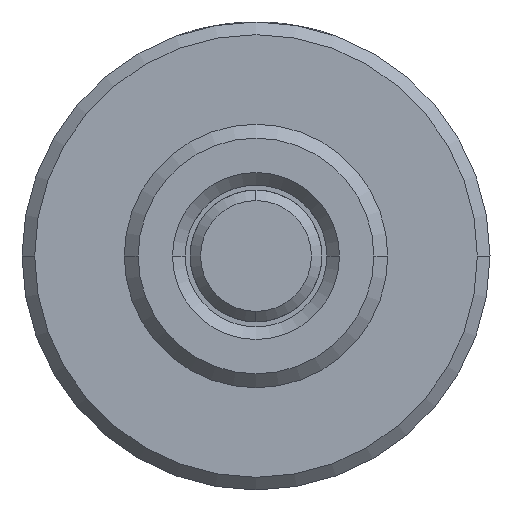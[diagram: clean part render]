
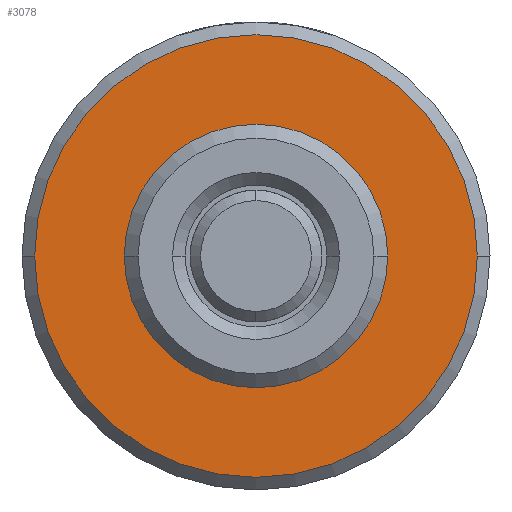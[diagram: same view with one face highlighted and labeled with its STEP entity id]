
A CAD part, left-side view. The second image highlights one B-rep face of the part: STEP entity #3078.
In plain terms, the highlighted planar face has unit normal (-1, 0, 0).
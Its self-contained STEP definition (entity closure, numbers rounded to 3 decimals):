
#124 = VERTEX_POINT ( 'NONE', #4214 ) ;
#256 = AXIS2_PLACEMENT_3D ( 'NONE', #1123, #279, #5247 ) ;
#279 = DIRECTION ( 'NONE',  ( 1., 0., 0. ) ) ;
#375 = EDGE_CURVE ( 'NONE', #1895, #2439, #1939, .T. ) ;
#389 = CIRCLE ( 'NONE', #2551, 13.335 ) ;
#798 = AXIS2_PLACEMENT_3D ( 'NONE', #5082, #3484, #1421 ) ;
#827 = EDGE_CURVE ( 'NONE', #2439, #1895, #1757, .T. ) ;
#880 = FACE_OUTER_BOUND ( 'NONE', #2920, .T. ) ;
#1108 = EDGE_LOOP ( 'NONE', ( #1877, #4567 ) ) ;
#1123 = CARTESIAN_POINT ( 'NONE',  ( 12.7, 0., 0. ) ) ;
#1226 = EDGE_CURVE ( 'NONE', #3690, #124, #389, .T. ) ;
#1290 = DIRECTION ( 'NONE',  ( 1., 0., 0. ) ) ;
#1333 = CARTESIAN_POINT ( 'NONE',  ( 12.7, 0., 0. ) ) ;
#1421 = DIRECTION ( 'NONE',  ( 0., 0., -1. ) ) ;
#1757 = CIRCLE ( 'NONE', #798, 7.906 ) ;
#1835 = DIRECTION ( 'NONE',  ( 1., 0., 0. ) ) ;
#1877 = ORIENTED_EDGE ( 'NONE', *, *, #827, .T. ) ;
#1895 = VERTEX_POINT ( 'NONE', #2880 ) ;
#1939 = CIRCLE ( 'NONE', #4107, 7.906 ) ;
#2027 = DIRECTION ( 'NONE',  ( 1., 0., 0. ) ) ;
#2120 = FACE_BOUND ( 'NONE', #1108, .T. ) ;
#2439 = VERTEX_POINT ( 'NONE', #5242 ) ;
#2551 = AXIS2_PLACEMENT_3D ( 'NONE', #1333, #2027, #4172 ) ;
#2880 = CARTESIAN_POINT ( 'NONE',  ( 12.7, 0., 7.906 ) ) ;
#2920 = EDGE_LOOP ( 'NONE', ( #4503, #3373 ) ) ;
#3078 = ADVANCED_FACE ( 'NONE', ( #880, #2120 ), #3776, .F. ) ;
#3233 = AXIS2_PLACEMENT_3D ( 'NONE', #3349, #1290, #3750 ) ;
#3349 = CARTESIAN_POINT ( 'NONE',  ( 12.7, 0., 0. ) ) ;
#3373 = ORIENTED_EDGE ( 'NONE', *, *, #4937, .F. ) ;
#3484 = DIRECTION ( 'NONE',  ( 1., 0., 0. ) ) ;
#3490 = DIRECTION ( 'NONE',  ( 0., 0., -1. ) ) ;
#3690 = VERTEX_POINT ( 'NONE', #4454 ) ;
#3750 = DIRECTION ( 'NONE',  ( 0., 0., -1. ) ) ;
#3776 = PLANE ( 'NONE',  #3233 ) ;
#3913 = CARTESIAN_POINT ( 'NONE',  ( 12.7, 0., 0. ) ) ;
#4107 = AXIS2_PLACEMENT_3D ( 'NONE', #3913, #1835, #3490 ) ;
#4172 = DIRECTION ( 'NONE',  ( 0., 0., -1. ) ) ;
#4214 = CARTESIAN_POINT ( 'NONE',  ( 12.7, 0., -13.335 ) ) ;
#4413 = CIRCLE ( 'NONE', #256, 13.335 ) ;
#4454 = CARTESIAN_POINT ( 'NONE',  ( 12.7, 0., 13.335 ) ) ;
#4503 = ORIENTED_EDGE ( 'NONE', *, *, #1226, .F. ) ;
#4567 = ORIENTED_EDGE ( 'NONE', *, *, #375, .T. ) ;
#4937 = EDGE_CURVE ( 'NONE', #124, #3690, #4413, .T. ) ;
#5082 = CARTESIAN_POINT ( 'NONE',  ( 12.7, 0., 0. ) ) ;
#5242 = CARTESIAN_POINT ( 'NONE',  ( 12.7, 0., -7.906 ) ) ;
#5247 = DIRECTION ( 'NONE',  ( 0., 0., -1. ) ) ;
